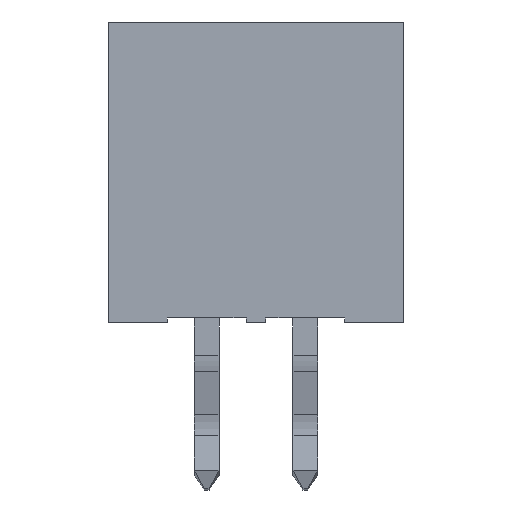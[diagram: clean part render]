
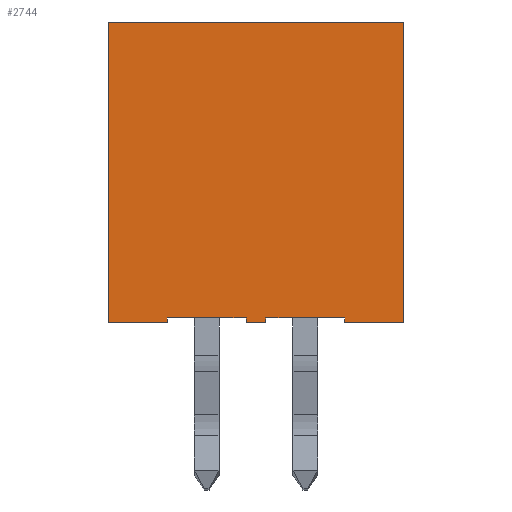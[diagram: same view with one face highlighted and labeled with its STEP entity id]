
A CAD part, front view. The second image highlights one B-rep face of the part: STEP entity #2744.
In plain terms, the highlighted face is planar.
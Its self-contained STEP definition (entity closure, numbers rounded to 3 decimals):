
#342=ORIENTED_EDGE('',*,*,#617,.T.);
#343=ORIENTED_EDGE('',*,*,#627,.T.);
#344=ORIENTED_EDGE('',*,*,#781,.T.);
#345=ORIENTED_EDGE('',*,*,#673,.T.);
#346=ORIENTED_EDGE('',*,*,#666,.T.);
#347=ORIENTED_EDGE('',*,*,#676,.T.);
#348=ORIENTED_EDGE('',*,*,#779,.T.);
#349=ORIENTED_EDGE('',*,*,#757,.F.);
#350=ORIENTED_EDGE('',*,*,#754,.F.);
#351=ORIENTED_EDGE('',*,*,#766,.T.);
#352=ORIENTED_EDGE('',*,*,#782,.T.);
#353=ORIENTED_EDGE('',*,*,#624,.T.);
#617=EDGE_CURVE('',#897,#900,#1082,.T.);
#624=EDGE_CURVE('',#905,#897,#1089,.T.);
#627=EDGE_CURVE('',#900,#908,#1092,.T.);
#666=EDGE_CURVE('',#937,#940,#1131,.T.);
#673=EDGE_CURVE('',#945,#937,#1138,.T.);
#676=EDGE_CURVE('',#940,#948,#1141,.T.);
#754=EDGE_CURVE('',#999,#1000,#1219,.T.);
#757=EDGE_CURVE('',#1000,#1001,#1222,.T.);
#766=EDGE_CURVE('',#999,#1006,#1231,.T.);
#779=EDGE_CURVE('',#948,#1001,#1244,.T.);
#781=EDGE_CURVE('',#908,#945,#1246,.T.);
#782=EDGE_CURVE('',#1006,#905,#1247,.T.);
#897=VERTEX_POINT('',#3451);
#900=VERTEX_POINT('',#3456);
#905=VERTEX_POINT('',#3468);
#908=VERTEX_POINT('',#3476);
#937=VERTEX_POINT('',#3554);
#940=VERTEX_POINT('',#3559);
#945=VERTEX_POINT('',#3571);
#948=VERTEX_POINT('',#3579);
#999=VERTEX_POINT('',#3733);
#1000=VERTEX_POINT('',#3735);
#1001=VERTEX_POINT('',#3741);
#1006=VERTEX_POINT('',#3755);
#1082=LINE('',#3457,#1349);
#1089=LINE('',#3471,#1356);
#1092=LINE('',#3477,#1359);
#1131=LINE('',#3560,#1398);
#1138=LINE('',#3574,#1405);
#1141=LINE('',#3580,#1408);
#1219=LINE('',#3734,#1486);
#1222=LINE('',#3740,#1489);
#1231=LINE('',#3756,#1498);
#1244=LINE('',#3783,#1511);
#1246=LINE('',#3786,#1513);
#1247=LINE('',#3787,#1514);
#1349=VECTOR('',#2938,1000.);
#1356=VECTOR('',#2947,1000.);
#1359=VECTOR('',#2952,1000.);
#1398=VECTOR('',#3015,1000.);
#1405=VECTOR('',#3024,1000.);
#1408=VECTOR('',#3029,1000.);
#1486=VECTOR('',#3157,1000.);
#1489=VECTOR('',#3164,1000.);
#1498=VECTOR('',#3175,1000.);
#1511=VECTOR('',#3200,1000.);
#1513=VECTOR('',#3204,1000.);
#1514=VECTOR('',#3205,1000.);
#1672=EDGE_LOOP('',(#342,#343,#344,#345,#346,#347,#348,#349,#350,#351,#352,
#353));
#1787=FACE_BOUND('',#1672,.T.);
#1894=PLANE('',#2858);
#2744=ADVANCED_FACE('',(#1787),#1894,.T.);
#2858=AXIS2_PLACEMENT_3D('',#3785,#3202,#3203);
#2938=DIRECTION('',(-1.,0.,0.));
#2947=DIRECTION('',(0.,0.,1.));
#2952=DIRECTION('',(0.,0.,-1.));
#3015=DIRECTION('',(-1.,0.,0.));
#3024=DIRECTION('',(0.,0.,1.));
#3029=DIRECTION('',(0.,0.,-1.));
#3157=DIRECTION('',(-1.,0.,0.));
#3164=DIRECTION('',(0.,0.,-1.));
#3175=DIRECTION('',(0.,0.,-1.));
#3200=DIRECTION('',(-1.,0.,0.));
#3202=DIRECTION('',(0.,1.,0.));
#3203=DIRECTION('',(0.,0.,1.));
#3204=DIRECTION('',(-1.,0.,0.));
#3205=DIRECTION('',(-1.,0.,0.));
#3451=CARTESIAN_POINT('',(1.8,2.35,-2.95));
#3456=CARTESIAN_POINT('',(0.2,2.35,-2.95));
#3457=CARTESIAN_POINT('',(3.,2.35,-2.95));
#3468=CARTESIAN_POINT('',(1.8,2.35,-3.05));
#3471=CARTESIAN_POINT('',(1.8,2.35,3.05));
#3476=CARTESIAN_POINT('',(0.2,2.35,-3.05));
#3477=CARTESIAN_POINT('',(0.2,2.35,3.05));
#3554=CARTESIAN_POINT('',(-0.2,2.35,-2.95));
#3559=CARTESIAN_POINT('',(-1.8,2.35,-2.95));
#3560=CARTESIAN_POINT('',(3.,2.35,-2.95));
#3571=CARTESIAN_POINT('',(-0.2,2.35,-3.05));
#3574=CARTESIAN_POINT('',(-0.2,2.35,3.05));
#3579=CARTESIAN_POINT('',(-1.8,2.35,-3.05));
#3580=CARTESIAN_POINT('',(-1.8,2.35,3.05));
#3733=CARTESIAN_POINT('',(3.,2.35,3.05));
#3734=CARTESIAN_POINT('',(3.,2.35,3.05));
#3735=CARTESIAN_POINT('',(-3.,2.35,3.05));
#3740=CARTESIAN_POINT('',(-3.,2.35,3.05));
#3741=CARTESIAN_POINT('',(-3.,2.35,-3.05));
#3755=CARTESIAN_POINT('',(3.,2.35,-3.05));
#3756=CARTESIAN_POINT('',(3.,2.35,3.05));
#3783=CARTESIAN_POINT('',(3.,2.35,-3.05));
#3785=CARTESIAN_POINT('',(3.,2.35,3.05));
#3786=CARTESIAN_POINT('',(3.,2.35,-3.05));
#3787=CARTESIAN_POINT('',(3.,2.35,-3.05));
